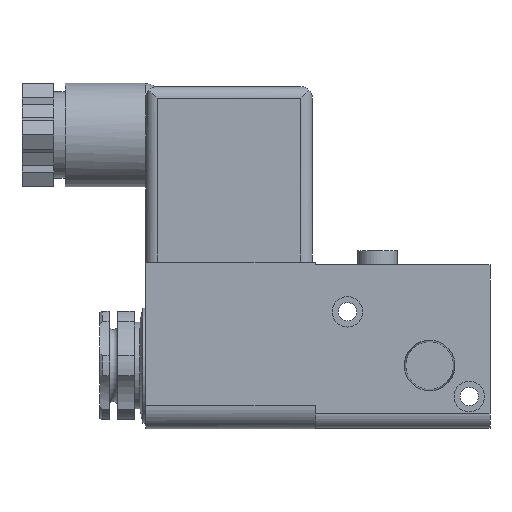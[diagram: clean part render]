
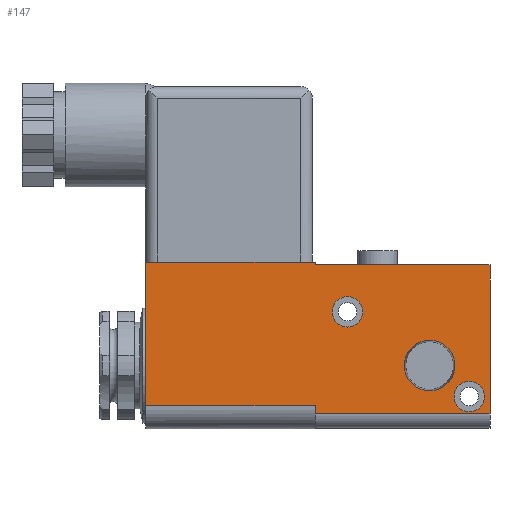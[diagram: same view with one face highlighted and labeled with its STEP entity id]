
A CAD part, left-side view. The second image highlights one B-rep face of the part: STEP entity #147.
In plain terms, the highlighted planar face has unit normal (-1, 0, 0).
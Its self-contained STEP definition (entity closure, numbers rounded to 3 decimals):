
#147 = ADVANCED_FACE( '', ( #397, #398, #399, #400 ), #401, .F. );
#397 = FACE_BOUND( '', #732, .T. );
#398 = FACE_BOUND( '', #733, .T. );
#399 = FACE_BOUND( '', #734, .T. );
#400 = FACE_OUTER_BOUND( '', #735, .T. );
#401 = PLANE( '', #736 );
#732 = EDGE_LOOP( '', ( #1401 ) );
#733 = EDGE_LOOP( '', ( #1402 ) );
#734 = EDGE_LOOP( '', ( #1403 ) );
#735 = EDGE_LOOP( '', ( #1404, #1405, #1406, #1407, #1408, #1409, #1410, #1411 ) );
#736 = AXIS2_PLACEMENT_3D( '', #1412, #1413, #1414 );
#1401 = ORIENTED_EDGE( '', *, *, #2135, .T. );
#1402 = ORIENTED_EDGE( '', *, *, #2147, .T. );
#1403 = ORIENTED_EDGE( '', *, *, #2153, .T. );
#1404 = ORIENTED_EDGE( '', *, *, #2087, .T. );
#1405 = ORIENTED_EDGE( '', *, *, #2165, .F. );
#1406 = ORIENTED_EDGE( '', *, *, #2093, .T. );
#1407 = ORIENTED_EDGE( '', *, *, #2113, .F. );
#1408 = ORIENTED_EDGE( '', *, *, #2166, .F. );
#1409 = ORIENTED_EDGE( '', *, *, #2122, .T. );
#1410 = ORIENTED_EDGE( '', *, *, #2167, .F. );
#1411 = ORIENTED_EDGE( '', *, *, #2157, .T. );
#1412 = CARTESIAN_POINT( '', ( -11.15, 30.4, -25.9 ) );
#1413 = DIRECTION( '', ( 1., 0., 0. ) );
#1414 = DIRECTION( '', ( 0., 0., -1. ) );
#2087 = EDGE_CURVE( '', #2514, #2515, #2516, .T. );
#2093 = EDGE_CURVE( '', #2526, #2527, #2528, .T. );
#2113 = EDGE_CURVE( '', #2563, #2527, #2565, .T. );
#2122 = EDGE_CURVE( '', #2580, #2578, #2581, .T. );
#2135 = EDGE_CURVE( '', #2601, #2601, #2602, .T. );
#2147 = EDGE_CURVE( '', #2625, #2625, #2626, .T. );
#2153 = EDGE_CURVE( '', #2637, #2637, #2638, .T. );
#2157 = EDGE_CURVE( '', #2644, #2514, #2645, .T. );
#2165 = EDGE_CURVE( '', #2526, #2515, #2654, .T. );
#2166 = EDGE_CURVE( '', #2580, #2563, #2655, .T. );
#2167 = EDGE_CURVE( '', #2644, #2578, #2656, .T. );
#2514 = VERTEX_POINT( '', #3202 );
#2515 = VERTEX_POINT( '', #3203 );
#2516 = LINE( '', #3204, #3205 );
#2526 = VERTEX_POINT( '', #3218 );
#2527 = VERTEX_POINT( '', #3219 );
#2528 = LINE( '', #3220, #3221 );
#2563 = VERTEX_POINT( '', #3269 );
#2565 = LINE( '', #3272, #3273 );
#2578 = VERTEX_POINT( '', #3290 );
#2580 = VERTEX_POINT( '', #3292 );
#2581 = LINE( '', #3293, #3294 );
#2601 = VERTEX_POINT( '', #3322 );
#2602 = CIRCLE( '', #3323, 4.408 );
#2625 = VERTEX_POINT( '', #3346 );
#2626 = CIRCLE( '', #3347, 2.65 );
#2637 = VERTEX_POINT( '', #3358 );
#2638 = CIRCLE( '', #3359, 2.65 );
#2644 = VERTEX_POINT( '', #3367 );
#2645 = LINE( '', #3368, #3369 );
#2654 = LINE( '', #3384, #3385 );
#2655 = LINE( '', #3386, #3387 );
#2656 = LINE( '', #3388, #3389 );
#3202 = CARTESIAN_POINT( '', ( -11.15, 0., -25.9 ) );
#3203 = CARTESIAN_POINT( '', ( -11.15, 0., 0. ) );
#3204 = CARTESIAN_POINT( '', ( -11.15, 0., -25.9 ) );
#3205 = VECTOR( '', #3833, 1000. );
#3218 = CARTESIAN_POINT( '', ( -11.15, 30.4, 0. ) );
#3219 = CARTESIAN_POINT( '', ( -11.15, 30.4, 0.5 ) );
#3220 = CARTESIAN_POINT( '', ( -11.15, 30.4, -24.5 ) );
#3221 = VECTOR( '', #3843, 1000. );
#3269 = CARTESIAN_POINT( '', ( -11.15, 59.9, 0.5 ) );
#3272 = CARTESIAN_POINT( '', ( -11.15, 59.9, 0.5 ) );
#3273 = VECTOR( '', #3873, 1000. );
#3290 = CARTESIAN_POINT( '', ( -11.15, 30.4, -24.5 ) );
#3292 = CARTESIAN_POINT( '', ( -11.15, 59.9, -24.5 ) );
#3293 = CARTESIAN_POINT( '', ( -11.15, 59.9, -24.5 ) );
#3294 = VECTOR( '', #3890, 1000. );
#3322 = CARTESIAN_POINT( '', ( -11.15, 10.5, -21.908 ) );
#3323 = AXIS2_PLACEMENT_3D( '', #3911, #3912, #3913 );
#3346 = CARTESIAN_POINT( '', ( -11.15, 3.6, -25.55 ) );
#3347 = AXIS2_PLACEMENT_3D( '', #3947, #3948, #3949 );
#3358 = CARTESIAN_POINT( '', ( -11.15, 27.45, -8.15 ) );
#3359 = AXIS2_PLACEMENT_3D( '', #3965, #3966, #3967 );
#3367 = CARTESIAN_POINT( '', ( -11.15, 30.4, -25.9 ) );
#3368 = CARTESIAN_POINT( '', ( -11.15, 30.4, -25.9 ) );
#3369 = VECTOR( '', #3973, 1000. );
#3384 = CARTESIAN_POINT( '', ( -11.15, 30.4, 0. ) );
#3385 = VECTOR( '', #3983, 1000. );
#3386 = CARTESIAN_POINT( '', ( -11.15, 59.9, -24.5 ) );
#3387 = VECTOR( '', #3984, 1000. );
#3388 = CARTESIAN_POINT( '', ( -11.15, 30.4, -25.9 ) );
#3389 = VECTOR( '', #3985, 1000. );
#3833 = DIRECTION( '', ( 0., 0., 1. ) );
#3843 = DIRECTION( '', ( 0., 0., 1. ) );
#3873 = DIRECTION( '', ( 0., -1., 0. ) );
#3890 = DIRECTION( '', ( 0., -1., 0. ) );
#3911 = CARTESIAN_POINT( '', ( -11.15, 10.5, -17.5 ) );
#3912 = DIRECTION( '', ( 1., 0., 0. ) );
#3913 = DIRECTION( '', ( 0., 0., -1. ) );
#3947 = CARTESIAN_POINT( '', ( -11.15, 3.6, -22.9 ) );
#3948 = DIRECTION( '', ( 1., 0., 0. ) );
#3949 = DIRECTION( '', ( 0., 0., -1. ) );
#3965 = CARTESIAN_POINT( '', ( -11.15, 24.8, -8.15 ) );
#3966 = DIRECTION( '', ( 1., 0., 0. ) );
#3967 = DIRECTION( '', ( 0., 1., 0. ) );
#3973 = DIRECTION( '', ( 0., -1., 0. ) );
#3983 = DIRECTION( '', ( 0., -1., 0. ) );
#3984 = DIRECTION( '', ( 0., 0., 1. ) );
#3985 = DIRECTION( '', ( 0., 0., 1. ) );
